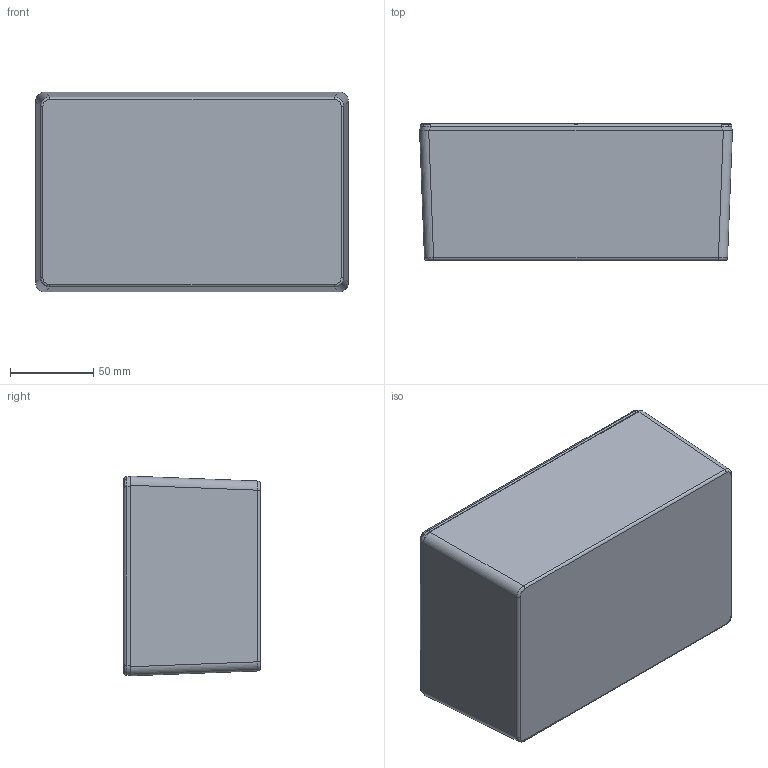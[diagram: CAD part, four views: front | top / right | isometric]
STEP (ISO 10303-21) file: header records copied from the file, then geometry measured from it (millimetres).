
FILE_DESCRIPTION(/* description */ (''),/* implementation_level */ '2;1');
FILE_NAME(/* name */ '1590E.stp',/* time_stamp */ '2015-07-13T15:36:18-04:00',/* author */ ('mbeerman'),/* organization */ (''),/* preprocessor_version */ 'ST-DEVELOPER v15.6',/* originating_system */ 'Autodesk Inventor 2015',/* authorisation */ '');
FILE_SCHEMA (('AUTOMOTIVE_DESIGN { 1 0 10303 214 3 1 1 }'));
Products named in the file (4): 1590E BOX; 1590D-DD-E LID; #28668; 1590E
Assembly tree (2 placements, depth 2):
  #28668
  1590E
    1590E BOX
    1590D-DD-E LID
Bounding box: 188 x 82 x 120 mm (x, y, z)
Volume: 228078.8 mm3; surface area: 183509 mm2
Topology: 8 solids, 8 shells, 800 faces, 2104 edges, 1368 vertices
Faces by surface type: plane 404, bspline 244, cylinder 68, cone 66, torus 18
Full cylindrical faces by diameter (mm): 2.642 x6, 3.378 x6, 4 x6, 6.858 x6
Entity records: 28640 total; most frequent: CARTESIAN_POINT 13586, ORIENTED_EDGE 3460, DIRECTION 2400, EDGE_CURVE 1730, VERTEX_POINT 1136, LINE 964, VECTOR 964, EDGE_LOOP 752
